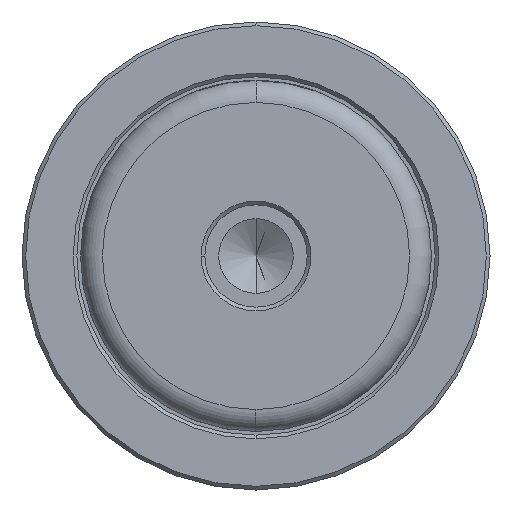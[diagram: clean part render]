
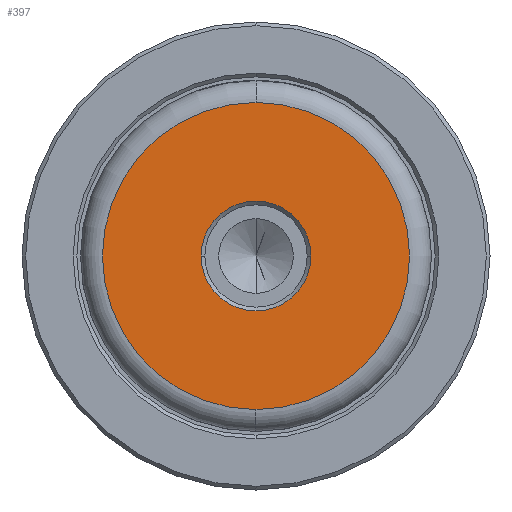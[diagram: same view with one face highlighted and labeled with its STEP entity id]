
A CAD part, left-side view. The second image highlights one B-rep face of the part: STEP entity #397.
In plain terms, the highlighted planar face has unit normal (-1, 0, 0).
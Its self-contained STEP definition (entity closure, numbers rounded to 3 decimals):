
#7 = VERTEX_POINT ( 'NONE', #212 ) ;
#62 = VERTEX_POINT ( 'NONE', #1945 ) ;
#118 = ORIENTED_EDGE ( 'NONE', *, *, #1304, .T. ) ;
#128 = DIRECTION ( 'NONE',  ( 0., 0., 1. ) ) ;
#176 = FACE_OUTER_BOUND ( 'NONE', #741, .T. ) ;
#212 = CARTESIAN_POINT ( 'NONE',  ( 0., 7.5, 0. ) ) ;
#235 = CIRCLE ( 'NONE', #887, 7.5 ) ;
#329 = AXIS2_PLACEMENT_3D ( 'NONE', #2243, #1102, #2433 ) ;
#397 = ADVANCED_FACE ( 'NONE', ( #559, #176 ), #1984, .T. ) ;
#449 = CARTESIAN_POINT ( 'NONE',  ( 0., 0., 0. ) ) ;
#480 = ORIENTED_EDGE ( 'NONE', *, *, #814, .T. ) ;
#559 = FACE_BOUND ( 'NONE', #744, .T. ) ;
#644 = DIRECTION ( 'NONE',  ( 0., 0., 1. ) ) ;
#741 = EDGE_LOOP ( 'NONE', ( #118, #480 ) ) ;
#744 = EDGE_LOOP ( 'NONE', ( #1477, #1954 ) ) ;
#783 = AXIS2_PLACEMENT_3D ( 'NONE', #2177, #1796, #1231 ) ;
#805 = VERTEX_POINT ( 'NONE', #1651 ) ;
#814 = EDGE_CURVE ( 'NONE', #2458, #62, #1835, .T. ) ;
#887 = AXIS2_PLACEMENT_3D ( 'NONE', #2068, #930, #2264 ) ;
#930 = DIRECTION ( 'NONE',  ( 1., 0., 0. ) ) ;
#954 = CIRCLE ( 'NONE', #956, 20.997 ) ;
#956 = AXIS2_PLACEMENT_3D ( 'NONE', #449, #1789, #644 ) ;
#1025 = CARTESIAN_POINT ( 'NONE',  ( 0., 0., -20.997 ) ) ;
#1102 = DIRECTION ( 'NONE',  ( 1., 0., 0. ) ) ;
#1231 = DIRECTION ( 'NONE',  ( 0., 0., 1. ) ) ;
#1270 = DIRECTION ( 'NONE',  ( -1., 0., 0. ) ) ;
#1304 = EDGE_CURVE ( 'NONE', #62, #2458, #954, .T. ) ;
#1477 = ORIENTED_EDGE ( 'NONE', *, *, #2275, .T. ) ;
#1651 = CARTESIAN_POINT ( 'NONE',  ( 0., -7.5, 0. ) ) ;
#1789 = DIRECTION ( 'NONE',  ( -1., 0., 0. ) ) ;
#1796 = DIRECTION ( 'NONE',  ( -1., 0., 0. ) ) ;
#1835 = CIRCLE ( 'NONE', #1889, 20.997 ) ;
#1889 = AXIS2_PLACEMENT_3D ( 'NONE', #2409, #1270, #128 ) ;
#1935 = CIRCLE ( 'NONE', #329, 7.5 ) ;
#1945 = CARTESIAN_POINT ( 'NONE',  ( 0., 0., 20.997 ) ) ;
#1954 = ORIENTED_EDGE ( 'NONE', *, *, #2009, .T. ) ;
#1984 = PLANE ( 'NONE',  #783 ) ;
#2009 = EDGE_CURVE ( 'NONE', #7, #805, #235, .T. ) ;
#2068 = CARTESIAN_POINT ( 'NONE',  ( 0., 0., 0. ) ) ;
#2177 = CARTESIAN_POINT ( 'NONE',  ( 0., 0., 0. ) ) ;
#2243 = CARTESIAN_POINT ( 'NONE',  ( 0., 0., 0. ) ) ;
#2264 = DIRECTION ( 'NONE',  ( 0., 0., 1. ) ) ;
#2275 = EDGE_CURVE ( 'NONE', #805, #7, #1935, .T. ) ;
#2409 = CARTESIAN_POINT ( 'NONE',  ( 0., 0., 0. ) ) ;
#2433 = DIRECTION ( 'NONE',  ( 0., 0., 1. ) ) ;
#2458 = VERTEX_POINT ( 'NONE', #1025 ) ;
